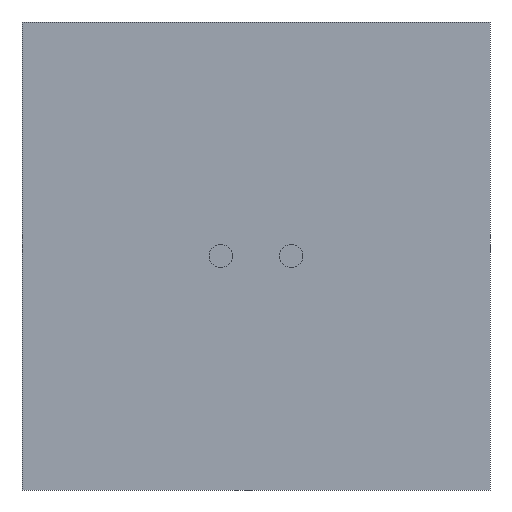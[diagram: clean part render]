
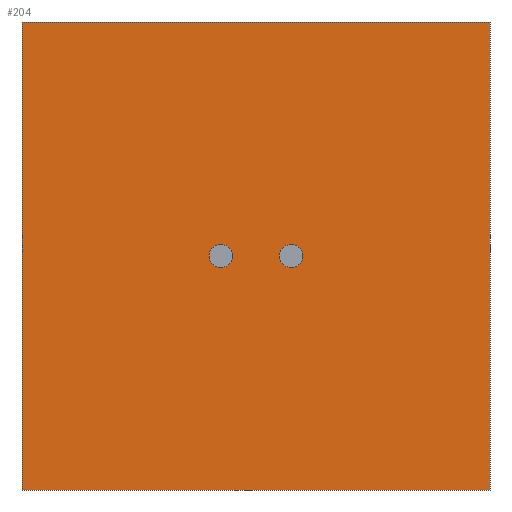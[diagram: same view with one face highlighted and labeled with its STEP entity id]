
A CAD part, front view. The second image highlights one B-rep face of the part: STEP entity #204.
In plain terms, the highlighted planar face has unit normal (0, -1, 0).
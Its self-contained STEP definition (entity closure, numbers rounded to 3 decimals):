
#21=FACE_BOUND('',#57,.T.);
#22=FACE_BOUND('',#58,.T.);
#28=PLANE('',#247);
#40=FACE_OUTER_BOUND('',#56,.T.);
#56=EDGE_LOOP('',(#175,#176,#177,#178));
#57=EDGE_LOOP('',(#179));
#58=EDGE_LOOP('',(#180));
#67=LINE('',#336,#83);
#71=LINE('',#344,#87);
#74=LINE('',#350,#90);
#77=LINE('',#355,#93);
#83=VECTOR('',#276,10.);
#87=VECTOR('',#282,10.);
#90=VECTOR('',#287,10.);
#93=VECTOR('',#292,10.);
#98=CIRCLE('',#238,0.01);
#100=CIRCLE('',#241,0.01);
#106=VERTEX_POINT('',#324);
#108=VERTEX_POINT('',#330);
#109=VERTEX_POINT('',#334);
#110=VERTEX_POINT('',#335);
#113=VERTEX_POINT('',#343);
#115=VERTEX_POINT('',#349);
#123=EDGE_CURVE('',#106,#106,#98,.T.);
#126=EDGE_CURVE('',#108,#108,#100,.T.);
#127=EDGE_CURVE('',#109,#110,#67,.T.);
#131=EDGE_CURVE('',#113,#109,#71,.T.);
#134=EDGE_CURVE('',#115,#113,#74,.T.);
#137=EDGE_CURVE('',#110,#115,#77,.T.);
#175=ORIENTED_EDGE('',*,*,#137,.F.);
#176=ORIENTED_EDGE('',*,*,#127,.F.);
#177=ORIENTED_EDGE('',*,*,#131,.F.);
#178=ORIENTED_EDGE('',*,*,#134,.F.);
#179=ORIENTED_EDGE('',*,*,#123,.T.);
#180=ORIENTED_EDGE('',*,*,#126,.T.);
#204=ADVANCED_FACE('',(#40,#21,#22),#28,.F.);
#238=AXIS2_PLACEMENT_3D('',#326,#265,#266);
#241=AXIS2_PLACEMENT_3D('',#332,#272,#273);
#247=AXIS2_PLACEMENT_3D('',#358,#296,#297);
#265=DIRECTION('center_axis',(0.,1.,0.));
#266=DIRECTION('ref_axis',(1.,0.,0.));
#272=DIRECTION('center_axis',(0.,1.,0.));
#273=DIRECTION('ref_axis',(1.,0.,0.));
#276=DIRECTION('',(1.,0.,0.));
#282=DIRECTION('',(0.,0.,1.));
#287=DIRECTION('',(-1.,0.,0.));
#292=DIRECTION('',(0.,0.,-1.));
#296=DIRECTION('center_axis',(0.,1.,0.));
#297=DIRECTION('ref_axis',(0.,0.,1.));
#324=CARTESIAN_POINT('',(0.02,0.,0.));
#326=CARTESIAN_POINT('Origin',(0.03,0.,0.));
#330=CARTESIAN_POINT('',(-0.04,0.,0.));
#332=CARTESIAN_POINT('Origin',(-0.03,0.,0.));
#334=CARTESIAN_POINT('',(-0.2,0.,0.2));
#335=CARTESIAN_POINT('',(0.2,0.,0.2));
#336=CARTESIAN_POINT('',(-0.2,0.,0.2));
#343=CARTESIAN_POINT('',(-0.2,0.,-0.2));
#344=CARTESIAN_POINT('',(-0.2,0.,-0.2));
#349=CARTESIAN_POINT('',(0.2,0.,-0.2));
#350=CARTESIAN_POINT('',(0.2,0.,-0.2));
#355=CARTESIAN_POINT('',(0.2,0.,0.2));
#358=CARTESIAN_POINT('Origin',(0.,0.,0.));
